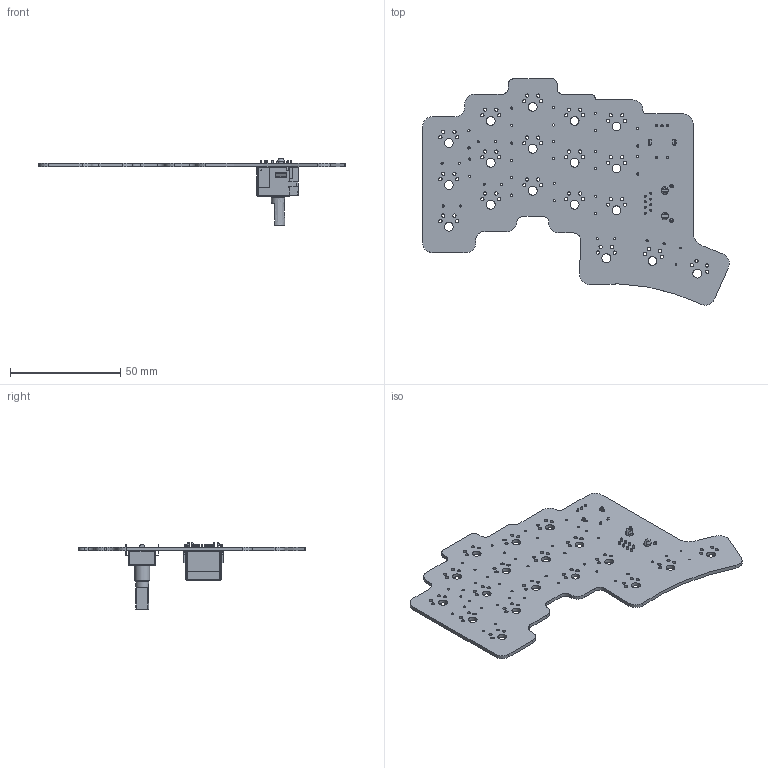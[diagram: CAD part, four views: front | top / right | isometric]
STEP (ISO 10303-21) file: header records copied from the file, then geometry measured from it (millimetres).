
FILE_DESCRIPTION(('KiCad electronic assembly'),'2;1');
FILE_NAME('cheapino-right.step','2023-01-30T21:28:17',('Pcbnew'),( 'Kicad'),'Open CASCADE STEP processor 7.6','KiCad to STEP converter' ,'Unknown');
FILE_SCHEMA(('AUTOMOTIVE_DESIGN { 1 0 10303 214 1 1 1 1 }'));
Length unit declared in the file: millimetre
Products named in the file (6): cheapino-right 1; RJ45-8Z4; COMPOUND; ec11; _autosave-cheapino PCB
Assembly tree (5 placements, depth 3):
  cheapino-right 1
    RJ45-8Z4
      COMPOUND
    ec11
      COMPOUND
    _autosave-cheapino PCB
Bounding box: 138.96 x 102.56 x 30.44 mm (x, y, z)
Volume: 18022.6 mm3; surface area: 24875.6 mm2
Topology: 22 solids, 22 shells, 705 faces, 1806 edges, 1152 vertices
Faces by surface type: bspline 504, cylinder 176, plane 25
Full cylindrical faces by diameter (mm): 0.7 x2, 0.9 x8, 1 x43, 1.499 x72, 1.6 x2, 3.25 x2, 3.988 x18
Entity records: 44517 total; most frequent: CARTESIAN_POINT 16875, ORIENTED_EDGE 3608, PCURVE 3608, DEFINITIONAL_REPRESENTATION 3608, B_SPLINE_CURVE_WITH_KNOTS 3165, DIRECTION 2205, EDGE_CURVE 1804, SURFACE_CURVE 1654
